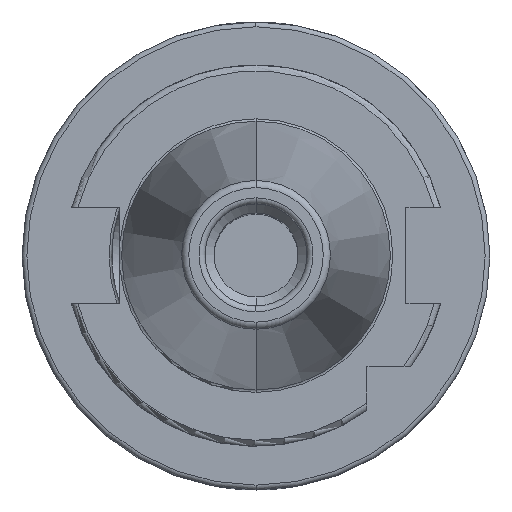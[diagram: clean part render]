
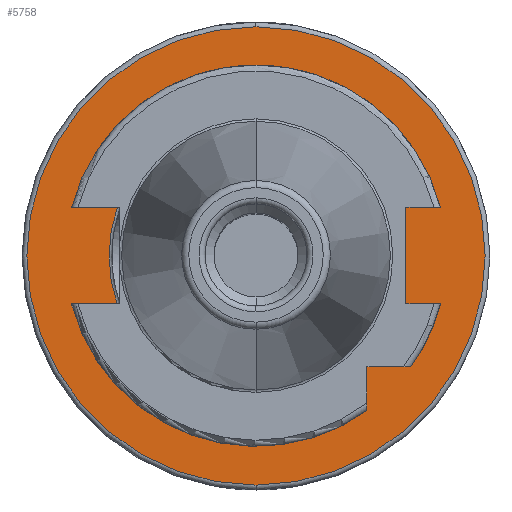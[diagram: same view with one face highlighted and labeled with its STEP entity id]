
A CAD part, top view. The second image highlights one B-rep face of the part: STEP entity #5758.
In plain terms, the highlighted planar face has unit normal (0, 0, 1).
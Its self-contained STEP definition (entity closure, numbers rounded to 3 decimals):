
#1540=CARTESIAN_POINT('',(0,0.,-15.9));
#1541=DIRECTION('',(0,0,1));
#1542=DIRECTION('',(0,1,0));
#1543=AXIS2_PLACEMENT_3D('',#1540,#1541,#1542);
#1545=CARTESIAN_POINT('',(0,0.,-15.9));
#1546=DIRECTION('',(0,0,1));
#1547=DIRECTION('',(0,-1,0));
#1548=AXIS2_PLACEMENT_3D('',#1545,#1546,#1547);
#1550=CARTESIAN_POINT('',(0,0,-15.9));
#1551=DIRECTION('',(0,0,-1));
#1552=DIRECTION('',(0,-1,0));
#1553=AXIS2_PLACEMENT_3D('',#1550,#1551,#1552);
#1555=CARTESIAN_POINT('',(0,0,-15.9));
#1556=DIRECTION('',(0,0,-1));
#1557=DIRECTION('',(0,1,0));
#1558=AXIS2_PLACEMENT_3D('',#1555,#1556,#1557);
#1560=CARTESIAN_POINT('',(0,27,-15.9));
#1561=DIRECTION('',(0,0,-1));
#1562=DIRECTION('',(1,0,0));
#1563=AXIS2_PLACEMENT_3D('',#1560,#1561,#1562);
#1565=CARTESIAN_POINT('',(0,27,-15.9));
#1566=DIRECTION('',(0,0,-1));
#1567=DIRECTION('',(-1,0,0));
#1568=AXIS2_PLACEMENT_3D('',#1565,#1566,#1567);
#1570=CARTESIAN_POINT('',(0,-27,-15.9));
#1571=DIRECTION('',(0,0,1));
#1572=DIRECTION('',(1,0,0));
#1573=AXIS2_PLACEMENT_3D('',#1570,#1571,#1572);
#1575=CARTESIAN_POINT('',(0,-27,-15.9));
#1576=DIRECTION('',(0,0,1));
#1577=DIRECTION('',(-1,0,0));
#1578=AXIS2_PLACEMENT_3D('',#1575,#1576,#1577);
#3741=CARTESIAN_POINT('',(2.1,27,-15.9));
#3742=VERTEX_POINT('',#3741);
#3743=CARTESIAN_POINT('',(-2.1,27,-15.9));
#3744=VERTEX_POINT('',#3743);
#3969=CARTESIAN_POINT('',(0,24.5,-15.9));
#3970=CARTESIAN_POINT('',(0,-24.5,-15.9));
#3971=VERTEX_POINT('',#3969);
#3972=VERTEX_POINT('',#3970);
#3981=CARTESIAN_POINT('',(0.,-38.2,-15.9));
#3982=CARTESIAN_POINT('',(0.,38.2,-15.9));
#3983=VERTEX_POINT('',#3981);
#3984=VERTEX_POINT('',#3982);
#4061=CARTESIAN_POINT('',(2.1,-27,-15.9));
#4062=CARTESIAN_POINT('',(-2.1,-27,-15.9));
#4063=VERTEX_POINT('',#4061);
#4064=VERTEX_POINT('',#4062);
#5731=CARTESIAN_POINT('',(0,0.,-15.9));
#5732=DIRECTION('',(0,0,1));
#5733=DIRECTION('',(0,1,0));
#5734=AXIS2_PLACEMENT_3D('',#5731,#5732,#5733);
#5735=PLANE('',#5734);
#5736=ORIENTED_EDGE('',*,*,#5725,.T.);
#5737=ORIENTED_EDGE('',*,*,#5711,.T.);
#5738=EDGE_LOOP('',(#5736,#5737));
#5739=FACE_OUTER_BOUND('',#5738,.F.);
#5741=ORIENTED_EDGE('',*,*,#5740,.T.);
#5743=ORIENTED_EDGE('',*,*,#5742,.T.);
#5744=EDGE_LOOP('',(#5741,#5743));
#5745=FACE_BOUND('',#5744,.F.);
#5747=ORIENTED_EDGE('',*,*,#5746,.F.);
#5749=ORIENTED_EDGE('',*,*,#5748,.F.);
#5750=EDGE_LOOP('',(#5747,#5749));
#5751=FACE_BOUND('',#5750,.F.);
#5753=ORIENTED_EDGE('',*,*,#5752,.T.);
#5755=ORIENTED_EDGE('',*,*,#5754,.T.);
#5756=EDGE_LOOP('',(#5753,#5755));
#5757=FACE_BOUND('',#5756,.F.);
#5758=ADVANCED_FACE('',(#5739,#5745,#5751,#5757),#5735,.T.);
#1544=CIRCLE('',#1543,24.5);
#1549=CIRCLE('',#1548,24.5);
#1554=CIRCLE('',#1553,38.2);
#1559=CIRCLE('',#1558,38.2);
#1564=CIRCLE('',#1563,2.1);
#1569=CIRCLE('',#1568,2.1);
#1574=CIRCLE('',#1573,2.1);
#1579=CIRCLE('',#1578,2.1);
#5711=EDGE_CURVE('',#3984,#3983,#1559,.T.);
#5725=EDGE_CURVE('',#3983,#3984,#1554,.T.);
#5740=EDGE_CURVE('',#3971,#3972,#1544,.T.);
#5742=EDGE_CURVE('',#3972,#3971,#1549,.T.);
#5746=EDGE_CURVE('',#3742,#3744,#1564,.T.);
#5748=EDGE_CURVE('',#3744,#3742,#1569,.T.);
#5752=EDGE_CURVE('',#4063,#4064,#1574,.T.);
#5754=EDGE_CURVE('',#4064,#4063,#1579,.T.);
